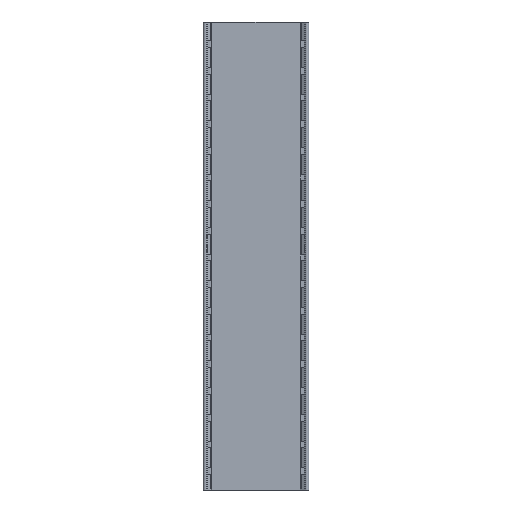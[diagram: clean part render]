
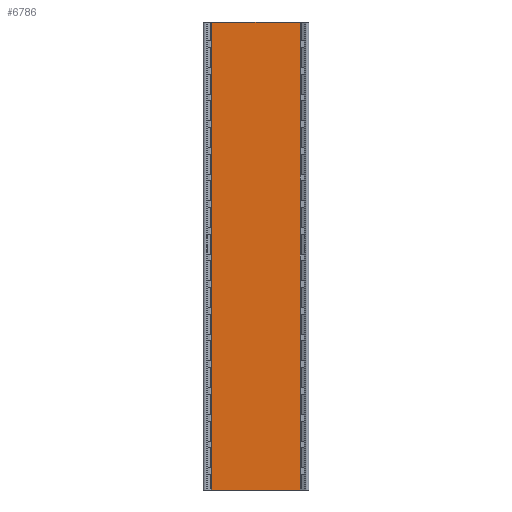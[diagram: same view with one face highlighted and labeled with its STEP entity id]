
A CAD part, front view. The second image highlights one B-rep face of the part: STEP entity #6786.
In plain terms, the highlighted planar face has unit normal (0, -1, 0).
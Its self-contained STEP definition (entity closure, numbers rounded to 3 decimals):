
#512 = DIRECTION ( 'NONE',  ( 1., 0., 0. ) ) ;
#664 = EDGE_CURVE ( 'NONE', #11679, #7652, #14769, .T. ) ;
#1018 = CARTESIAN_POINT ( 'NONE',  ( -20., 0., 500. ) ) ;
#1129 = CARTESIAN_POINT ( 'NONE',  ( -20., 0., -500. ) ) ;
#1338 = CARTESIAN_POINT ( 'NONE',  ( -20., 0., -289.6 ) ) ;
#1373 = LINE ( 'NONE', #1129, #4080 ) ;
#1732 = VERTEX_POINT ( 'NONE', #14069 ) ;
#2224 = CARTESIAN_POINT ( 'NONE',  ( 20., 0., -289.6 ) ) ;
#3209 = ORIENTED_EDGE ( 'NONE', *, *, #3362, .T. ) ;
#3241 = FACE_OUTER_BOUND ( 'NONE', #7127, .T. ) ;
#3256 = EDGE_CURVE ( 'NONE', #7652, #1732, #5614, .T. ) ;
#3362 = EDGE_CURVE ( 'NONE', #11764, #1732, #1373, .T. ) ;
#3621 = ORIENTED_EDGE ( 'NONE', *, *, #3256, .F. ) ;
#4068 = VECTOR ( 'NONE', #9382, 1000. ) ;
#4080 = VECTOR ( 'NONE', #12075, 1000. ) ;
#5586 = PLANE ( 'NONE',  #8495 ) ;
#5614 = LINE ( 'NONE', #13906, #4068 ) ;
#6786 = ADVANCED_FACE ( 'NONE', ( #3241 ), #5586, .F. ) ;
#7127 = EDGE_LOOP ( 'NONE', ( #13246, #9567, #3209, #3621 ) ) ;
#7590 = DIRECTION ( 'NONE',  ( 0., 0., -1. ) ) ;
#7652 = VERTEX_POINT ( 'NONE', #2224 ) ;
#8495 = AXIS2_PLACEMENT_3D ( 'NONE', #1018, #9351, #9271 ) ;
#9271 = DIRECTION ( 'NONE',  ( 0., 0., 1. ) ) ;
#9351 = DIRECTION ( 'NONE',  ( 0., 1., 0. ) ) ;
#9382 = DIRECTION ( 'NONE',  ( 0., 0., -1. ) ) ;
#9567 = ORIENTED_EDGE ( 'NONE', *, *, #15105, .T. ) ;
#9786 = CARTESIAN_POINT ( 'NONE',  ( -20., 0., -289.6 ) ) ;
#11679 = VERTEX_POINT ( 'NONE', #1338 ) ;
#11764 = VERTEX_POINT ( 'NONE', #13846 ) ;
#12075 = DIRECTION ( 'NONE',  ( 1., 0., 0. ) ) ;
#12267 = VECTOR ( 'NONE', #7590, 1000. ) ;
#13246 = ORIENTED_EDGE ( 'NONE', *, *, #664, .F. ) ;
#13746 = VECTOR ( 'NONE', #512, 1000. ) ;
#13846 = CARTESIAN_POINT ( 'NONE',  ( -20., 0., -500. ) ) ;
#13906 = CARTESIAN_POINT ( 'NONE',  ( 20., 0., 500. ) ) ;
#14069 = CARTESIAN_POINT ( 'NONE',  ( 20., 0., -500. ) ) ;
#14611 = LINE ( 'NONE', #14849, #12267 ) ;
#14769 = LINE ( 'NONE', #9786, #13746 ) ;
#14849 = CARTESIAN_POINT ( 'NONE',  ( -20., 0., 500. ) ) ;
#15105 = EDGE_CURVE ( 'NONE', #11679, #11764, #14611, .T. ) ;
